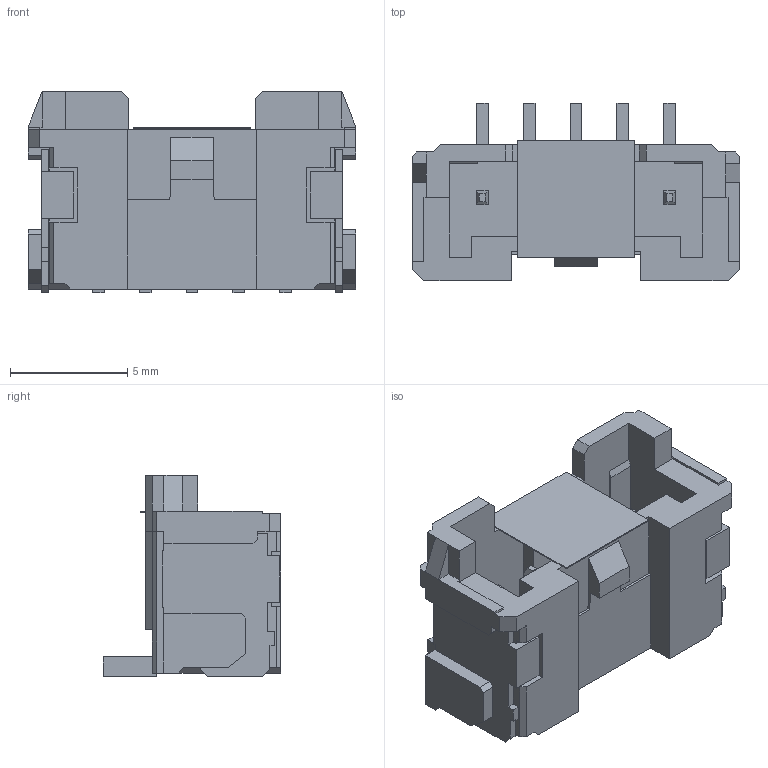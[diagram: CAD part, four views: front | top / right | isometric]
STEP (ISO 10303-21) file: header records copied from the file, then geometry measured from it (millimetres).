
FILE_DESCRIPTION((''),'2;1');
FILE_NAME('5055750581','2018-10-08T',('gga'),(''),'PRO/ENGINEER BY PARAMETRIC TECHNOLOGY CORPORATION, 2016010','PRO/ENGINEER BY PARAMETRIC TECHNOLOGY CORPORATION, 2016010','');
FILE_SCHEMA(('CONFIG_CONTROL_DESIGN'));
Length unit declared in the file: millimetre
Products named in the file (1): 5055750581
Bounding box: 14 x 7.6 x 8.6 mm (x, y, z)
Volume: 337.4 mm3; surface area: 800.5 mm2
Topology: 2 solids, 2 shells, 263 faces, 784 edges, 524 vertices
Faces by surface type: plane 263
Entity records: 8618 total; most frequent: CARTESIAN_POINT 1540, ORIENTED_EDGE 1508, DIRECTION 1312, VECTOR 784, LINE 784, EDGE_CURVE 754, VERTEX_POINT 492, EDGE_LOOP 268
